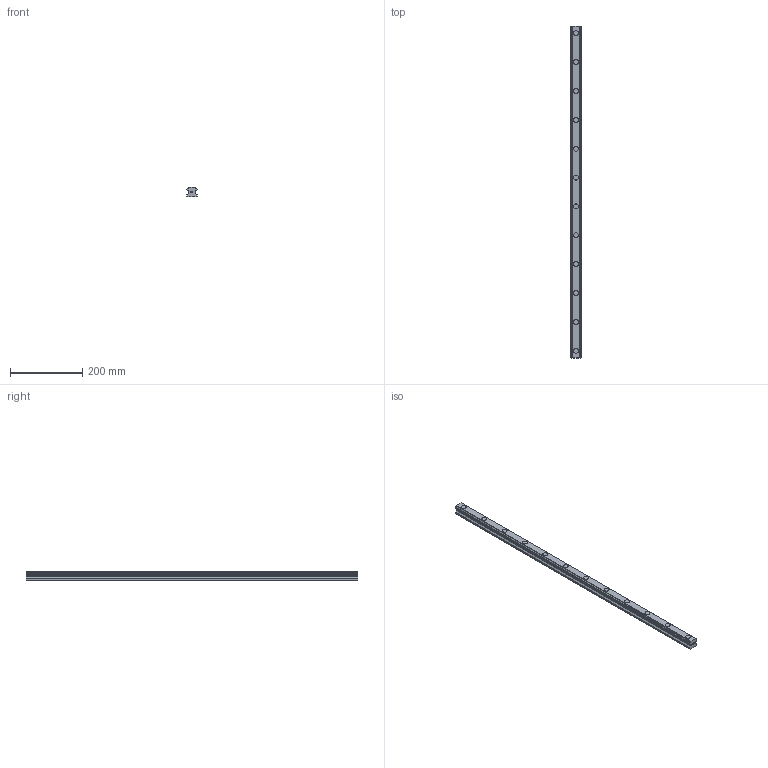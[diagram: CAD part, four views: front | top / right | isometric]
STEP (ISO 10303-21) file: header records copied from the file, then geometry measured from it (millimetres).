
FILE_DESCRIPTION(('STEP AP214'),'1');
FILE_NAME('cctmp_E4E7DEDF-EBCF-49B0-9820-F3EFC1A33E56_2020_6_24_9_23_32_855..stp','2020-06-24T07:23:32',('HIWIN GmbH'),('CADClick - www.CADClick.com'),'Spatial InterOp 3D',' ','unknown authorization');
FILE_SCHEMA(('AUTOMOTIVE_DESIGN'));
Length unit declared in the file: millimetre
Products named in the file (1): HGR30R920H_FILE
Bounding box: 28 x 920 x 26 mm (x, y, z)
Volume: 533999.5 mm3; surface area: 115368.5 mm2
Topology: 1 solids, 1 shells, 223 faces, 543 edges, 362 vertices
Faces by surface type: plane 129, cylinder 94
Entity records: 8393 total; most frequent: DIRECTION 1179, CARTESIAN_POINT 1129, ORIENTED_EDGE 1086, EDGE_CURVE 543, AXIS2_PLACEMENT_3D 412, VERTEX_POINT 362, LINE 355, VECTOR 355
